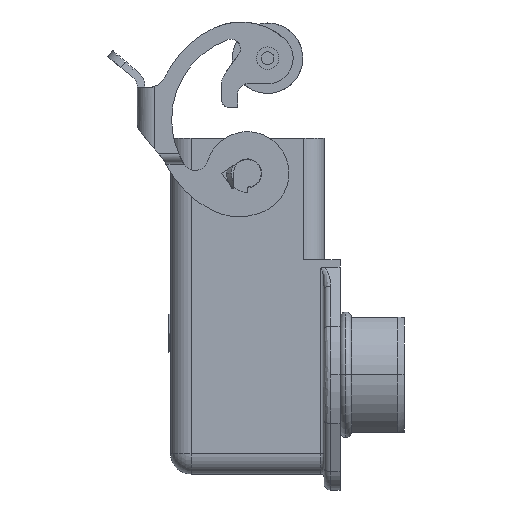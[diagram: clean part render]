
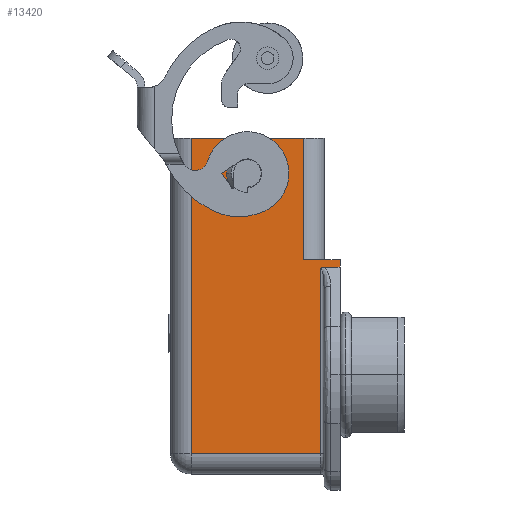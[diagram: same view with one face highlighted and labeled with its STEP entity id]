
A CAD part, left-side view. The second image highlights one B-rep face of the part: STEP entity #13420.
In plain terms, the highlighted planar face has unit normal (-1, 0, 0).
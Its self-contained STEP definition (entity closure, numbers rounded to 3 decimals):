
#790=CARTESIAN_POINT('',(38.723,32.855,26.));
#800=VERTEX_POINT('',#790);
#830=CARTESIAN_POINT('',(38.723,0.,26.));
#840=DIRECTION('',(0.,1.,-0.));
#850=VECTOR('',#840,1.);
#860=LINE('',#830,#850);
#870=CARTESIAN_POINT('',(38.723,50.455,26.));
#880=VERTEX_POINT('',#870);
#890=EDGE_CURVE('',#800,#880,#860,.T.);
#12240=CARTESIAN_POINT('',(38.723,51.038,-24.533));
#12250=DIRECTION('',(-1.,0.,0.));
#12260=DIRECTION('',(0.,1.,0.));
#12270=AXIS2_PLACEMENT_3D('',#12240,#12250,#12260);
#12280=PLANE('',#12270);
#12290=CARTESIAN_POINT('',(38.723,29.655,-23.3));
#12300=DIRECTION('',(0.,1.,0.));
#12310=VECTOR('',#12300,1.);
#12320=LINE('',#12290,#12310);
#12330=CARTESIAN_POINT('',(38.723,30.155,-23.3));
#12340=VERTEX_POINT('',#12330);
#12350=CARTESIAN_POINT('',(38.723,50.455,-23.3));
#12360=VERTEX_POINT('',#12350);
#12370=EDGE_CURVE('',#12340,#12360,#12320,.T.);
#12380=ORIENTED_EDGE('',*,*,#12370,.F.);
#12390=CARTESIAN_POINT('',(38.723,50.455,26.5));
#12400=DIRECTION('',(0.,0.,-1.));
#12410=VECTOR('',#12400,1.);
#12420=LINE('',#12390,#12410);
#12430=EDGE_CURVE('',#880,#12360,#12420,.T.);
#12440=ORIENTED_EDGE('',*,*,#12430,.T.);
#12450=ORIENTED_EDGE('',*,*,#890,.T.);
#12460=CARTESIAN_POINT('',(38.723,32.855,6.525));
#12470=DIRECTION('',(0.,0.,1.));
#12480=VECTOR('',#12470,1.);
#12490=LINE('',#12460,#12480);
#12500=CARTESIAN_POINT('',(38.723,32.855,7.));
#12510=VERTEX_POINT('',#12500);
#12520=EDGE_CURVE('',#12510,#800,#12490,.T.);
#12530=ORIENTED_EDGE('',*,*,#12520,.T.);
#12540=CARTESIAN_POINT('',(38.723,0.,7.));
#12550=DIRECTION('',(0.,1.,-0.));
#12560=VECTOR('',#12550,1.);
#12570=LINE('',#12540,#12560);
#12580=CARTESIAN_POINT('',(38.723,27.155,7.));
#12590=VERTEX_POINT('',#12580);
#12600=EDGE_CURVE('',#12590,#12510,#12570,.T.);
#12610=ORIENTED_EDGE('',*,*,#12600,.T.);
#12620=CARTESIAN_POINT('',(38.723,27.155,0.));
#12630=DIRECTION('',(0.,0.,1.));
#12640=VECTOR('',#12630,1.);
#12650=LINE('',#12620,#12640);
#12660=CARTESIAN_POINT('',(38.723,27.155,5.858));
#12670=VERTEX_POINT('',#12660);
#12680=EDGE_CURVE('',#12670,#12590,#12650,.T.);
#12690=ORIENTED_EDGE('',*,*,#12680,.T.);
#12700=CARTESIAN_POINT('',(38.723,0.,5.858));
#12710=DIRECTION('',(0.,1.,-0.));
#12720=VECTOR('',#12710,1.);
#12730=LINE('',#12700,#12720);
#12740=CARTESIAN_POINT('',(38.723,29.634,5.858))
;
#12750=VERTEX_POINT('',#12740);
#12760=EDGE_CURVE('',#12670,#12750,#12730,.T.);
#12770=ORIENTED_EDGE('',*,*,#12760,.F.);
#12780=CARTESIAN_POINT('',(38.723,29.634,5.858))
;
#12790=CARTESIAN_POINT('',(38.723,29.658,5.858))
;
#12800=CARTESIAN_POINT('',(38.723,29.683,
5.857));
#12810=CARTESIAN_POINT('',(38.723,29.732,
5.853));
#12820=CARTESIAN_POINT('',(38.723,29.756,
5.85));
#12830=CARTESIAN_POINT('',(38.723,29.792,
5.844));
#12840=CARTESIAN_POINT('',(38.723,29.804,
5.841));
#12850=CARTESIAN_POINT('',(38.723,29.828,
5.836));
#12860=CARTESIAN_POINT('',(38.723,29.84,
5.833));
#12870=CARTESIAN_POINT('',(38.723,29.876,
5.824));
#12880=CARTESIAN_POINT('',(38.723,29.899,
5.817));
#12890=CARTESIAN_POINT('',(38.723,29.933,
5.803));
#12900=CARTESIAN_POINT('',(38.723,29.945,
5.799));
#12910=CARTESIAN_POINT('',(38.723,29.967,
5.789));
#12920=CARTESIAN_POINT('',(38.723,29.978,
5.783));
#12930=CARTESIAN_POINT('',(38.723,30.01,
5.766));
#12940=CARTESIAN_POINT('',(38.723,30.031,
5.753));
#12950=CARTESIAN_POINT('',(38.723,30.071,
5.725));
#12960=CARTESIAN_POINT('',(38.723,30.09,
5.709));
#12970=CARTESIAN_POINT('',(38.723,30.117,
5.683));
#12980=CARTESIAN_POINT('',(38.723,30.125,
5.674));
#12990=CARTESIAN_POINT('',(38.723,30.137,
5.66));
#13000=CARTESIAN_POINT('',(38.723,30.141,
5.655));
#13010=CARTESIAN_POINT('',(38.723,30.146,
5.648));
#13020=CARTESIAN_POINT('',(38.723,30.148,
5.646));
#13030=CARTESIAN_POINT('',(38.723,30.151,
5.642));
#13040=CARTESIAN_POINT('',(38.723,30.152,
5.641));
#13050=CARTESIAN_POINT('',(38.723,30.153,
5.639));
#13060=CARTESIAN_POINT('',(38.723,30.154,
5.638));
#13070=CARTESIAN_POINT('',(38.723,30.154,
5.637));
#13080=CARTESIAN_POINT('',(38.723,30.155,
5.637));
#13090=CARTESIAN_POINT('',(38.723,30.155,
5.637));
#13100=CARTESIAN_POINT('',(38.723,30.155,
5.636));
#13110=CARTESIAN_POINT('',(38.723,30.155,
5.636));
#13120=CARTESIAN_POINT('',(38.723,30.155,
5.636));
#13130=CARTESIAN_POINT('',(38.723,30.155,
5.636));
#13140=B_SPLINE_CURVE_WITH_KNOTS('',3,(#12780,#12790,#12800,#12810,
#12820,#12830,#12840,#12850,#12860,#12870,#12880,#12890,#12900,#12910,
#12920,#12930,#12940,#12950,#12960,#12970,#12980,#12990,#13000,#13010,
#13020,#13030,#13040,#13050,#13060,#13070,#13080,#13090,#13100,#13110,
#13120,#13130),.UNSPECIFIED.,.F.,.F.,(4,2,2,2,2,2,2,2,2,2,2,2,2,2,2,2,2,
4),(0.,0.074,0.147,0.184,
0.221,0.294,0.331,0.368,
0.441,0.515,0.552,0.57,
0.579,0.584,0.586,0.587,
0.588,0.589),.UNSPECIFIED.);
#13150=CARTESIAN_POINT('',(38.723,30.155,5.636));
#13160=VERTEX_POINT('',#13150);
#13170=EDGE_CURVE('',#12750,#13160,#13140,.T.);
#13180=ORIENTED_EDGE('',*,*,#13170,.F.);
#13190=CARTESIAN_POINT('',(38.723,30.155,6.136));
#13200=DIRECTION('',(0.,0.,-1.));
#13210=VECTOR('',#13200,1.);
#13220=LINE('',#13190,#13210);
#13230=EDGE_CURVE('',#13160,#12340,#13220,.T.);
#13240=ORIENTED_EDGE('',*,*,#13230,.F.);
#13250=EDGE_LOOP('',(#13240,#13180,#12770,#12690,#12610,#12530,#12450,
#12440,#12380));
#13260=FACE_OUTER_BOUND('',#13250,.T.);
#13270=CARTESIAN_POINT('',(38.723,41.655,20.5));
#13280=DIRECTION('',(1.,0.,0.));
#13290=DIRECTION('',(0.,-1.,0.));
#13300=AXIS2_PLACEMENT_3D('',#13270,#13280,#13290);
#13310=CIRCLE('',#13300,3.25);
#13320=CARTESIAN_POINT('',(38.723,44.905,20.5));
#13330=VERTEX_POINT('',#13320);
#13340=CARTESIAN_POINT('',(38.723,38.405,20.5));
#13350=VERTEX_POINT('',#13340);
#13360=EDGE_CURVE('',#13330,#13350,#13310,.T.);
#13370=ORIENTED_EDGE('',*,*,#13360,.T.);
#13380=EDGE_CURVE('',#13350,#13330,#13310,.T.);
#13390=ORIENTED_EDGE('',*,*,#13380,.T.);
#13400=EDGE_LOOP('',(#13390,#13370));
#13410=FACE_BOUND('',#13400,.T.);
#13420=ADVANCED_FACE('',(#13260,#13410),#12280,.T.);
